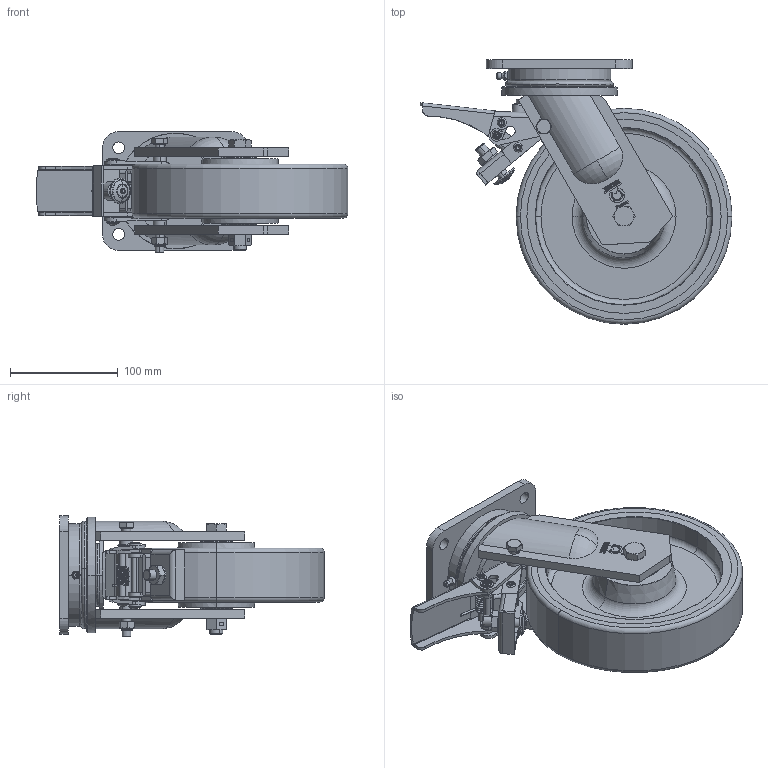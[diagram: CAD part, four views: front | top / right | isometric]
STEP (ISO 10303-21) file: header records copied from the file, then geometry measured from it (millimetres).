
FILE_DESCRIPTION (( 'STEP AP214' ), '1' );
FILE_NAME ('0010127_L-HB-PUZG-200-K-3-DSV.STEP', '2015-09-14T09:25:12', ( '' ), ( '' ), 'SwSTEP 2.0', 'SolidWorks 2014', '' );
FILE_SCHEMA (( 'AUTOMOTIVE_DESIGN' ));
Length unit declared in the file: millimetre
Products named in the file (1): 0010127_L-HB-PUZG-200-K-3-DSV
Bounding box: 289.01 x 245 x 111.8 mm (x, y, z)
Surface area: 381676.7 mm2 (no closed solid volume)
Topology: 0 solids, 42 shells, 1252 faces, 3092 edges, 1973 vertices
Faces by surface type: plane 518, cylinder 273, bspline 224, cone 143, torus 88, sphere 6
Entity records: 57977 total; most frequent: CARTESIAN_POINT 16400, ORIENTED_EDGE 6122, DIRECTION 4877, EDGE_CURVE 3077, VERTEX_POINT 1972, AXIS2_PLACEMENT_3D 1845, EDGE_LOOP 1421, UNCERTAINTY_MEASURE_WITH_UNIT 1287
